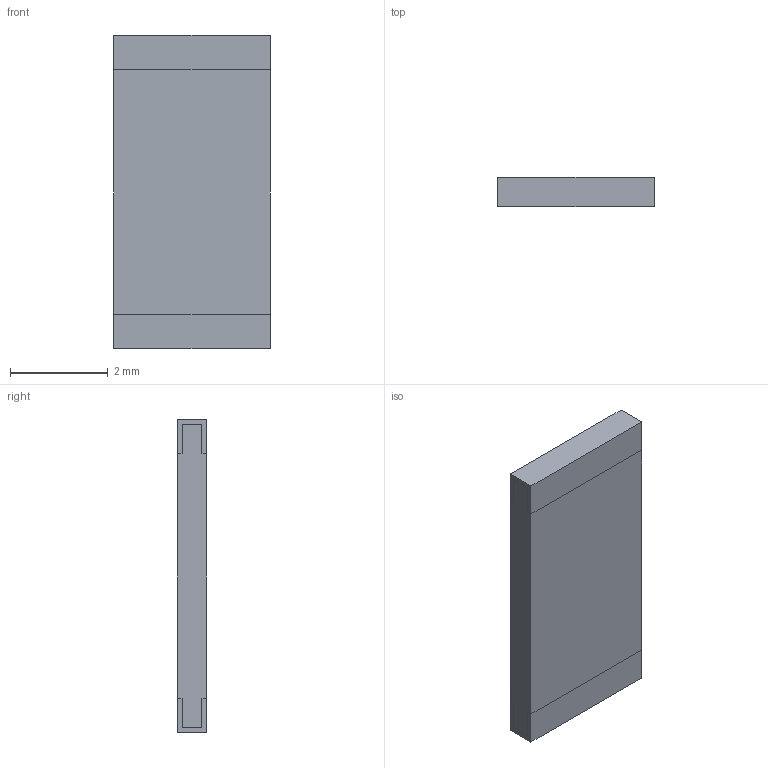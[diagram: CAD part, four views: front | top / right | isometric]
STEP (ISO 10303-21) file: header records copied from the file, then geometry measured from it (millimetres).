
FILE_DESCRIPTION(/* description */ (''),/* implementation_level */ '2;1');
FILE_NAME(/* name */ '77efc477-0eb3-48b7-96f1-6c265d7581ed.stp',/* time_stamp */ '2017-07-07T18:31:14-07:00',/* author */ (''),/* organization */ (''),/* preprocessor_version */ 'ST-DEVELOPER v16.13',/* originating_system */ 'Autodesk Translation Framework v6.1.1.50',/* authorisation */ '');
FILE_SCHEMA (('AUTOMOTIVE_DESIGN { 1 0 10303 214 3 1 1 }'));
Length unit declared in the file: millimetre
Products named in the file (1): TE Type 3520 Series Power Resistor v1
Bounding box: 3.2 x 0.6 x 6.4 mm (x, y, z)
Volume: 12.1 mm3; surface area: 77.5 mm2
Topology: 3 solids, 3 shells, 103 faces, 282 edges, 188 vertices
Faces by surface type: bspline 54, plane 49
Entity records: 3773 total; most frequent: CARTESIAN_POINT 1492, ORIENTED_EDGE 564, EDGE_CURVE 282, DIRECTION 274, VERTEX_POINT 188, LINE 174, VECTOR 174, B_SPLINE_CURVE_WITH_KNOTS 108
